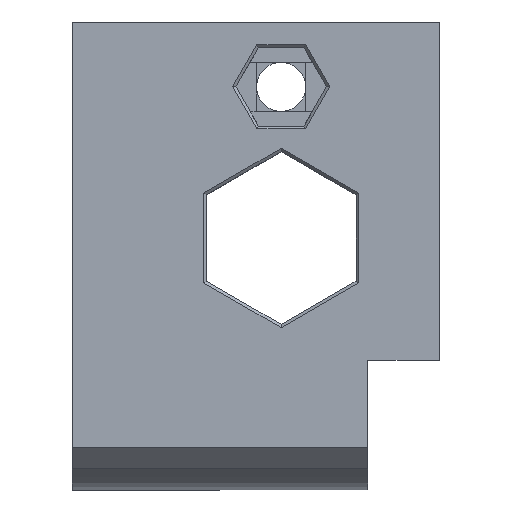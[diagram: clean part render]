
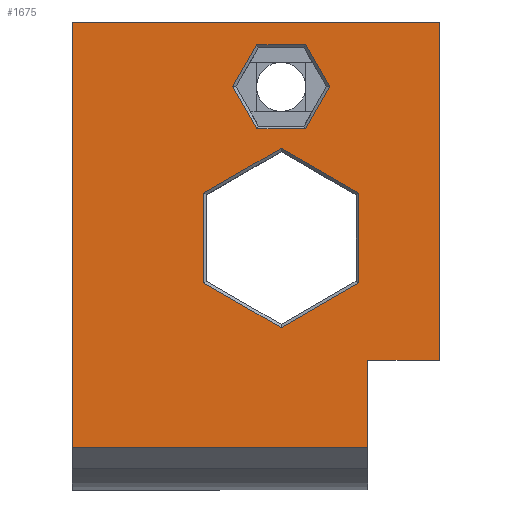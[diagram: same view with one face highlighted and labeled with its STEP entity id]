
A CAD part, top view. The second image highlights one B-rep face of the part: STEP entity #1675.
In plain terms, the highlighted planar face has unit normal (0, 0, 1).
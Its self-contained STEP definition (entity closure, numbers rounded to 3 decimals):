
#56=FACE_BOUND('',#199,.T.);
#57=FACE_BOUND('',#200,.T.);
#101=FACE_OUTER_BOUND('',#198,.T.);
#198=EDGE_LOOP('',(#1296,#1297,#1298,#1299,#1300,#1301));
#199=EDGE_LOOP('',(#1302,#1303,#1304,#1305,#1306,#1307));
#200=EDGE_LOOP('',(#1308,#1309,#1310,#1311,#1312,#1313));
#257=LINE('',#2375,#442);
#290=LINE('',#2463,#475);
#298=LINE('',#2483,#483);
#338=LINE('',#2631,#523);
#340=LINE('',#2654,#525);
#344=LINE('',#2662,#529);
#347=LINE('',#2667,#532);
#352=LINE('',#2676,#537);
#354=LINE('',#2679,#539);
#355=LINE('',#2681,#540);
#357=LINE('',#2685,#542);
#358=LINE('',#2686,#543);
#359=LINE('',#2689,#544);
#360=LINE('',#2691,#545);
#361=LINE('',#2693,#546);
#362=LINE('',#2695,#547);
#363=LINE('',#2697,#548);
#364=LINE('',#2698,#549);
#442=VECTOR('',#1895,10.);
#475=VECTOR('',#1962,10.);
#483=VECTOR('',#1978,10.);
#523=VECTOR('',#2104,10.);
#525=VECTOR('',#2124,10.);
#529=VECTOR('',#2130,10.);
#532=VECTOR('',#2135,10.);
#537=VECTOR('',#2142,10.);
#539=VECTOR('',#2146,10.);
#540=VECTOR('',#2149,10.);
#542=VECTOR('',#2155,10.);
#543=VECTOR('',#2156,10.);
#544=VECTOR('',#2157,10.);
#545=VECTOR('',#2158,10.);
#546=VECTOR('',#2159,10.);
#547=VECTOR('',#2160,10.);
#548=VECTOR('',#2161,10.);
#549=VECTOR('',#2162,10.);
#675=VERTEX_POINT('',#2372);
#676=VERTEX_POINT('',#2374);
#713=VERTEX_POINT('',#2460);
#714=VERTEX_POINT('',#2462);
#721=VERTEX_POINT('',#2480);
#722=VERTEX_POINT('',#2482);
#770=VERTEX_POINT('',#2652);
#771=VERTEX_POINT('',#2653);
#773=VERTEX_POINT('',#2660);
#774=VERTEX_POINT('',#2661);
#775=VERTEX_POINT('',#2666);
#778=VERTEX_POINT('',#2674);
#779=VERTEX_POINT('',#2687);
#780=VERTEX_POINT('',#2688);
#781=VERTEX_POINT('',#2690);
#782=VERTEX_POINT('',#2692);
#783=VERTEX_POINT('',#2694);
#784=VERTEX_POINT('',#2696);
#829=EDGE_CURVE('',#675,#676,#257,.T.);
#873=EDGE_CURVE('',#714,#713,#290,.T.);
#883=EDGE_CURVE('',#721,#722,#298,.T.);
#951=EDGE_CURVE('',#676,#713,#338,.T.);
#960=EDGE_CURVE('',#770,#771,#340,.T.);
#964=EDGE_CURVE('',#773,#774,#344,.T.);
#967=EDGE_CURVE('',#774,#775,#347,.T.);
#972=EDGE_CURVE('',#775,#778,#352,.T.);
#974=EDGE_CURVE('',#778,#770,#354,.T.);
#975=EDGE_CURVE('',#771,#773,#355,.T.);
#977=EDGE_CURVE('',#722,#675,#357,.T.);
#978=EDGE_CURVE('',#714,#721,#358,.T.);
#979=EDGE_CURVE('',#779,#780,#359,.T.);
#980=EDGE_CURVE('',#780,#781,#360,.T.);
#981=EDGE_CURVE('',#781,#782,#361,.T.);
#982=EDGE_CURVE('',#782,#783,#362,.T.);
#983=EDGE_CURVE('',#783,#784,#363,.T.);
#984=EDGE_CURVE('',#784,#779,#364,.T.);
#1296=ORIENTED_EDGE('',*,*,#977,.F.);
#1297=ORIENTED_EDGE('',*,*,#883,.F.);
#1298=ORIENTED_EDGE('',*,*,#978,.F.);
#1299=ORIENTED_EDGE('',*,*,#873,.T.);
#1300=ORIENTED_EDGE('',*,*,#951,.F.);
#1301=ORIENTED_EDGE('',*,*,#829,.F.);
#1302=ORIENTED_EDGE('',*,*,#979,.T.);
#1303=ORIENTED_EDGE('',*,*,#980,.T.);
#1304=ORIENTED_EDGE('',*,*,#981,.T.);
#1305=ORIENTED_EDGE('',*,*,#982,.T.);
#1306=ORIENTED_EDGE('',*,*,#983,.T.);
#1307=ORIENTED_EDGE('',*,*,#984,.T.);
#1308=ORIENTED_EDGE('',*,*,#964,.T.);
#1309=ORIENTED_EDGE('',*,*,#967,.T.);
#1310=ORIENTED_EDGE('',*,*,#972,.T.);
#1311=ORIENTED_EDGE('',*,*,#974,.T.);
#1312=ORIENTED_EDGE('',*,*,#960,.T.);
#1313=ORIENTED_EDGE('',*,*,#975,.T.);
#1590=PLANE('',#1823);
#1675=ADVANCED_FACE('',(#101,#56,#57),#1590,.F.);
#1823=AXIS2_PLACEMENT_3D('',#2684,#2153,#2154);
#1895=DIRECTION('',(0.,1.,0.));
#1962=DIRECTION('',(0.,1.,0.));
#1978=DIRECTION('',(0.,-1.,0.));
#2104=DIRECTION('',(1.,0.,0.));
#2124=DIRECTION('',(0.866,-0.5,0.));
#2130=DIRECTION('',(-0.866,-0.5,0.));
#2135=DIRECTION('',(-0.866,0.5,0.));
#2142=DIRECTION('',(0.,1.,0.));
#2146=DIRECTION('',(0.866,0.5,0.));
#2149=DIRECTION('',(0.,-1.,0.));
#2153=DIRECTION('center_axis',(0.,0.,-1.));
#2154=DIRECTION('ref_axis',(0.,1.,0.));
#2155=DIRECTION('',(-1.,0.,0.));
#2156=DIRECTION('',(-1.,0.,0.));
#2157=DIRECTION('',(-0.5,0.866,0.));
#2158=DIRECTION('',(0.5,0.866,0.));
#2159=DIRECTION('',(1.,0.,0.));
#2160=DIRECTION('',(0.5,-0.866,0.));
#2161=DIRECTION('',(-0.5,-0.866,0.));
#2162=DIRECTION('',(-1.,0.,0.));
#2372=CARTESIAN_POINT('',(-10.5,-2.071,-25.5));
#2374=CARTESIAN_POINT('',(-10.5,27.5,-25.5));
#2375=CARTESIAN_POINT('',(-10.5,-2.5,-25.5));
#2460=CARTESIAN_POINT('',(15.,27.5,-25.5));
#2462=CARTESIAN_POINT('',(15.,4.,-25.5));
#2463=CARTESIAN_POINT('',(15.,-2.5,-25.5));
#2480=CARTESIAN_POINT('',(10.,4.,-25.5));
#2482=CARTESIAN_POINT('',(10.,-2.071,-25.5));
#2483=CARTESIAN_POINT('',(10.,-1.25,-25.5));
#2631=CARTESIAN_POINT('',(-10.5,27.5,-25.5));
#2652=CARTESIAN_POINT('',(4.,18.731,-25.5));
#2653=CARTESIAN_POINT('',(9.396,15.615,-25.5));
#2654=CARTESIAN_POINT('',(5.807,17.688,-25.5));
#2660=CARTESIAN_POINT('',(9.396,9.385,-25.5));
#2661=CARTESIAN_POINT('',(4.,6.269,-25.5));
#2662=CARTESIAN_POINT('',(-3.286,2.062,-25.5));
#2666=CARTESIAN_POINT('',(-1.396,9.385,-25.5));
#2667=CARTESIAN_POINT('',(-2.187,9.841,-25.5));
#2674=CARTESIAN_POINT('',(-1.396,15.615,-25.5));
#2676=CARTESIAN_POINT('',(-1.396,6.5,-25.5));
#2679=CARTESIAN_POINT('',(-6.084,12.909,-25.5));
#2681=CARTESIAN_POINT('',(9.396,3.5,-25.5));
#2684=CARTESIAN_POINT('Origin',(-10.5,-2.5,-25.5));
#2685=CARTESIAN_POINT('',(-10.5,-2.071,-25.5));
#2686=CARTESIAN_POINT('',(2.25,4.,-25.5));
#2687=CARTESIAN_POINT('',(2.31,20.072,-25.5));
#2688=CARTESIAN_POINT('',(0.619,23.,-25.5));
#2689=CARTESIAN_POINT('',(4.779,15.795,-25.5));
#2690=CARTESIAN_POINT('',(2.31,25.928,-25.5));
#2691=CARTESIAN_POINT('',(-5.475,12.444,-25.5));
#2692=CARTESIAN_POINT('',(5.69,25.928,-25.5));
#2693=CARTESIAN_POINT('',(-2.462,25.928,-25.5));
#2694=CARTESIAN_POINT('',(7.381,23.,-25.5));
#2695=CARTESIAN_POINT('',(10.638,17.359,-25.5));
#2696=CARTESIAN_POINT('',(5.69,20.072,-25.5));
#2697=CARTESIAN_POINT('',(-1.191,8.152,-25.5));
#2698=CARTESIAN_POINT('',(-4.037,20.072,-25.5));
